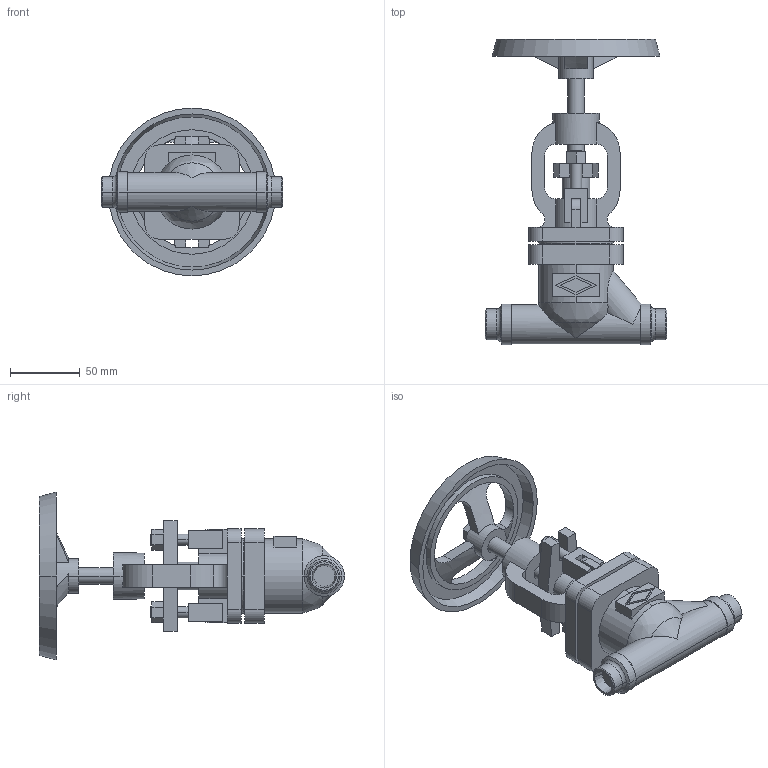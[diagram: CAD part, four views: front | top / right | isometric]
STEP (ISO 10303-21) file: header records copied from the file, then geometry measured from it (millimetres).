
FILE_DESCRIPTION(('OneSpaceDesigner STEP Export'),'2;1');
FILE_NAME('c000001357.stp','2005-01-14T 9:41:53',(''),(''),'OneSpace Designer STEP processor (Jan. 2003) for AP203(Solid Model)','OneSpace Designer 12.01D 09-Jul-2004 (C) CoCreate Software GmbH','');
FILE_SCHEMA(('CONFIG_CONTROL_DESIGN'));
Length unit declared in the file: millimetre
Products named in the file (1): 1
Bounding box: 130 x 218.33 x 120 mm (x, y, z)
Volume: 433586.3 mm3; surface area: 90860.8 mm2
Topology: 1 solids, 1 shells, 234 faces, 608 edges, 395 vertices
Faces by surface type: plane 123, cylinder 77, cone 28, torus 4, bspline 2
Entity records: 7322 total; most frequent: CARTESIAN_POINT 1749, ORIENTED_EDGE 1216, DIRECTION 1053, EDGE_CURVE 608, VERTEX_POINT 395, VECTOR 359, LINE 359, AXIS2_PLACEMENT_3D 347
